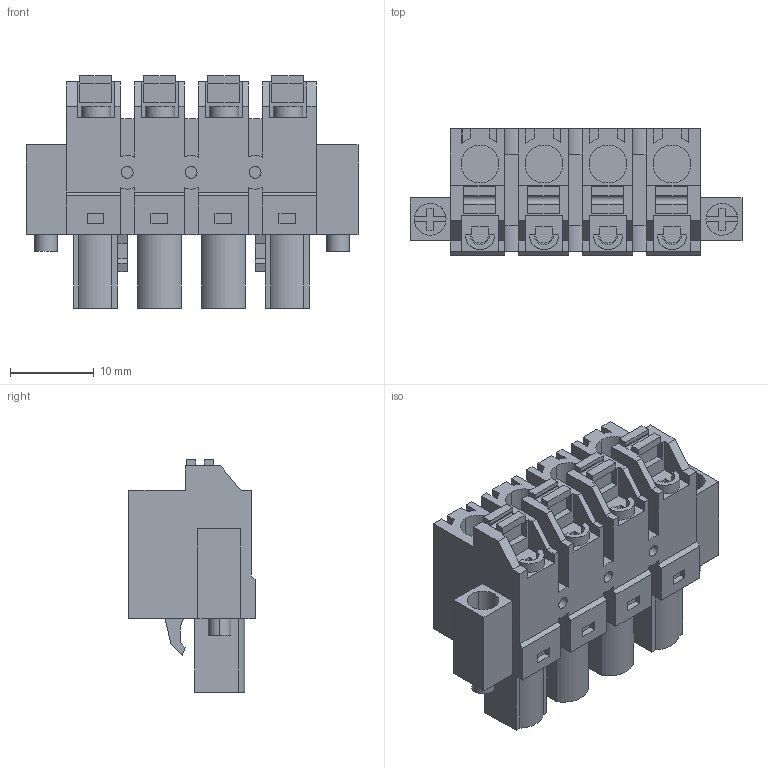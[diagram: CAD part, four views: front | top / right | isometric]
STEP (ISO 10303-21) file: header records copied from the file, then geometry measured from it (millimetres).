
FILE_DESCRIPTION(('CATIA V5 STEP Exchange','CAx-IF Rec.Pracs.--- Model Styling and Organization---1.2---2011-12-15'),'2;1');
FILE_NAME ('D1447627_0_1043930000_1043930000.stp','2017-04-08T09:13:35+00:00',('none'),('Weidmueller'),'CATIA Version 5-6 Release 2014','CATIA V5 STEP AP214','none');
FILE_SCHEMA(('AUTOMOTIVE_DESIGN { 1 0 10303 214 1 1 1 1 }'));
Length unit declared in the file: millimetre
Products named in the file (1): 1043930000
Bounding box: 39.54 x 15.05 x 27.67 mm (x, y, z)
Volume: 7504.5 mm3; surface area: 5542.9 mm2
Topology: 7 solids, 7 shells, 456 faces, 1266 edges, 864 vertices
Faces by surface type: plane 360, cylinder 93, extrusion 3
Entity records: 13875 total; most frequent: CARTESIAN_POINT 2689, ORIENTED_EDGE 2532, DIRECTION 1835, EDGE_CURVE 1266, VECTOR 1015, LINE 1012, VERTEX_POINT 864, AXIS2_PLACEMENT_3D 517
